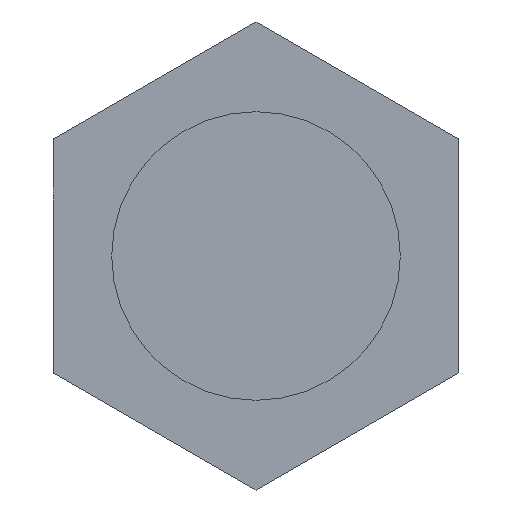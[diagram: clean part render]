
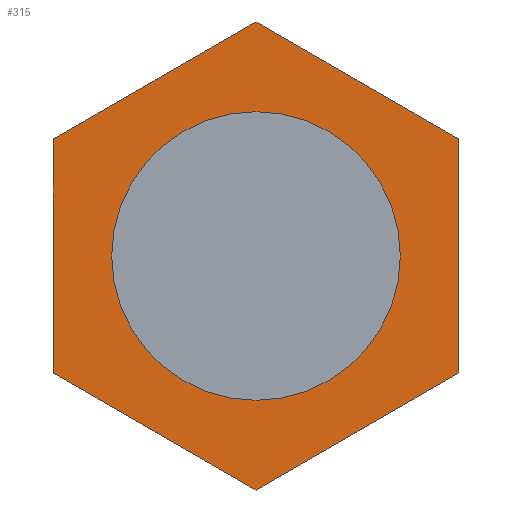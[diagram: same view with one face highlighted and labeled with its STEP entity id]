
A CAD part, front view. The second image highlights one B-rep face of the part: STEP entity #315.
In plain terms, the highlighted planar face has unit normal (0, -1, 0).
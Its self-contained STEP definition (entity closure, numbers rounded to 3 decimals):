
#20=LINE('',#417,#38);
#24=LINE('',#426,#42);
#27=LINE('',#432,#45);
#30=LINE('',#438,#48);
#33=LINE('',#444,#51);
#36=LINE('',#450,#54);
#38=VECTOR('',#361,1000.);
#42=VECTOR('',#367,1000.);
#45=VECTOR('',#372,1000.);
#48=VECTOR('',#377,1000.);
#51=VECTOR('',#382,1000.);
#54=VECTOR('',#387,1000.);
#63=PLANE('',#339);
#101=ORIENTED_EDGE('',*,*,#137,.T.);
#102=ORIENTED_EDGE('',*,*,#118,.T.);
#103=ORIENTED_EDGE('',*,*,#122,.T.);
#104=ORIENTED_EDGE('',*,*,#125,.T.);
#105=ORIENTED_EDGE('',*,*,#128,.T.);
#106=ORIENTED_EDGE('',*,*,#131,.T.);
#107=ORIENTED_EDGE('',*,*,#134,.T.);
#118=EDGE_CURVE('',#142,#143,#20,.T.);
#122=EDGE_CURVE('',#143,#146,#24,.T.);
#125=EDGE_CURVE('',#146,#148,#27,.T.);
#128=EDGE_CURVE('',#148,#150,#30,.T.);
#131=EDGE_CURVE('',#150,#152,#33,.T.);
#134=EDGE_CURVE('',#152,#142,#36,.T.);
#137=EDGE_CURVE('',#155,#155,#161,.T.);
#142=VERTEX_POINT('',#418);
#143=VERTEX_POINT('',#419);
#146=VERTEX_POINT('',#427);
#148=VERTEX_POINT('',#433);
#150=VERTEX_POINT('',#439);
#152=VERTEX_POINT('',#445);
#155=VERTEX_POINT('',#457);
#161=CIRCLE('',#340,7.475);
#174=EDGE_LOOP('',(#101));
#175=EDGE_LOOP('',(#102,#103,#104,#105,#106,#107));
#194=FACE_BOUND('',#174,.T.);
#195=FACE_BOUND('',#175,.T.);
#315=ADVANCED_FACE('',(#194,#195),#63,.T.);
#339=AXIS2_PLACEMENT_3D('',#455,#393,#394);
#340=AXIS2_PLACEMENT_3D('',#456,#395,#396);
#361=DIRECTION('',(0.,0.,-1.));
#367=DIRECTION('',(0.866,0.,-0.5));
#372=DIRECTION('',(0.866,0.,0.5));
#377=DIRECTION('',(0.,0.,1.));
#382=DIRECTION('',(-0.866,0.,0.5));
#387=DIRECTION('',(-0.866,0.,-0.5));
#393=DIRECTION('',(0.,-1.,0.));
#394=DIRECTION('',(0.,0.,-1.));
#395=DIRECTION('',(0.,1.,0.));
#396=DIRECTION('',(0.,0.,-1.));
#417=CARTESIAN_POINT('',(-10.5,0.,6.062));
#418=CARTESIAN_POINT('',(-10.5,0.,6.062));
#419=CARTESIAN_POINT('',(-10.5,0.,-6.062));
#426=CARTESIAN_POINT('',(-10.5,0.,-6.062));
#427=CARTESIAN_POINT('',(0.,0.,-12.124));
#432=CARTESIAN_POINT('',(0.,0.,-12.124));
#433=CARTESIAN_POINT('',(10.5,0.,-6.062));
#438=CARTESIAN_POINT('',(10.5,0.,-6.062));
#439=CARTESIAN_POINT('',(10.5,0.,6.062));
#444=CARTESIAN_POINT('',(10.5,0.,6.062));
#445=CARTESIAN_POINT('',(0.,0.,12.124));
#450=CARTESIAN_POINT('',(0.,0.,12.124));
#455=CARTESIAN_POINT('',(0.,0.,0.));
#456=CARTESIAN_POINT('',(0.,0.,0.));
#457=CARTESIAN_POINT('',(0.,0.,-7.475));
